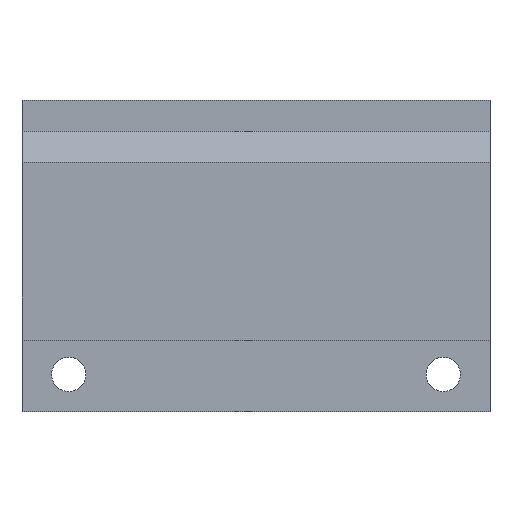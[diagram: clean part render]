
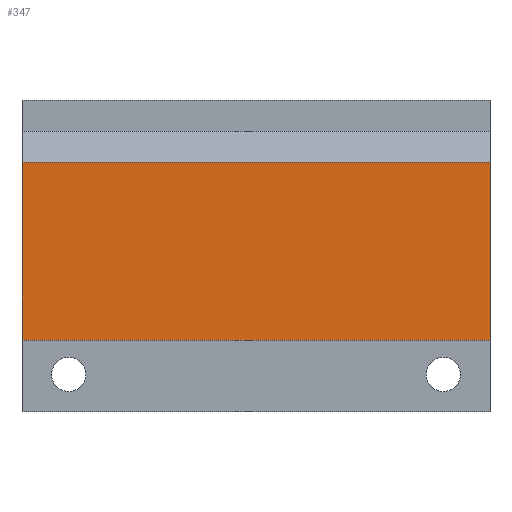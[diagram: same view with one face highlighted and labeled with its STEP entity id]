
A CAD part, front view. The second image highlights one B-rep face of the part: STEP entity #347.
In plain terms, the highlighted planar face has unit normal (0, -1, 0).
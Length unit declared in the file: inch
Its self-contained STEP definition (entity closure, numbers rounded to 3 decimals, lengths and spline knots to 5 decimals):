
#14 = CARTESIAN_POINT ( 'NONE',  ( -1.50138, 0., 0.8 ) ) ;
#22 = CARTESIAN_POINT ( 'NONE',  ( 0., 0., 0.8 ) ) ;
#45 = VERTEX_POINT ( 'NONE', #141 ) ;
#54 = CARTESIAN_POINT ( 'NONE',  ( -1.50138, 0., 0.23 ) ) ;
#59 = DIRECTION ( 'NONE',  ( 0., 1., 0. ) ) ;
#60 = DIRECTION ( 'NONE',  ( 0., 0., 1. ) ) ;
#94 = CARTESIAN_POINT ( 'NONE',  ( 0., 0., 0.9 ) ) ;
#99 = PLANE ( 'NONE',  #753 ) ;
#124 = VERTEX_POINT ( 'NONE', #14 ) ;
#126 = VERTEX_POINT ( 'NONE', #22 ) ;
#141 = CARTESIAN_POINT ( 'NONE',  ( 0., 0., 0.23 ) ) ;
#144 = VERTEX_POINT ( 'NONE', #54 ) ;
#183 = DIRECTION ( 'NONE',  ( -1., 0., 0. ) ) ;
#184 = CARTESIAN_POINT ( 'NONE',  ( -1.50138, 0., 0.8 ) ) ;
#204 = DIRECTION ( 'NONE',  ( 0., 0., -1. ) ) ;
#205 = CARTESIAN_POINT ( 'NONE',  ( 0., 0., 0.9 ) ) ;
#206 = DIRECTION ( 'NONE',  ( -1., 0., 0. ) ) ;
#208 = DIRECTION ( 'NONE',  ( 0., 0., -1. ) ) ;
#209 = CARTESIAN_POINT ( 'NONE',  ( -1.50138, 0., 0.23 ) ) ;
#215 = CARTESIAN_POINT ( 'NONE',  ( -1.50138, 0., 0.9 ) ) ;
#347 = ADVANCED_FACE ( 'NONE', ( #478 ), #99, .F. ) ;
#362 = ORIENTED_EDGE ( 'NONE', *, *, #701, .F. ) ;
#478 = FACE_OUTER_BOUND ( 'NONE', #671, .T. ) ;
#482 = LINE ( 'NONE', #209, #504 ) ;
#499 = LINE ( 'NONE', #215, #512 ) ;
#503 = VECTOR ( 'NONE', #204, 39.37008 ) ;
#504 = VECTOR ( 'NONE', #206, 39.37008 ) ;
#505 = VECTOR ( 'NONE', #183, 39.37008 ) ;
#506 = LINE ( 'NONE', #205, #503 ) ;
#512 = VECTOR ( 'NONE', #208, 39.37008 ) ;
#524 = LINE ( 'NONE', #184, #505 ) ;
#543 = ORIENTED_EDGE ( 'NONE', *, *, #700, .F. ) ;
#552 = ORIENTED_EDGE ( 'NONE', *, *, #710, .T. ) ;
#639 = ORIENTED_EDGE ( 'NONE', *, *, #699, .T. ) ;
#671 = EDGE_LOOP ( 'NONE', ( #543, #362, #552, #639 ) ) ;
#699 = EDGE_CURVE ( 'NONE', #124, #144, #499, .T. ) ;
#700 = EDGE_CURVE ( 'NONE', #45, #144, #482, .T. ) ;
#701 = EDGE_CURVE ( 'NONE', #126, #45, #506, .T. ) ;
#710 = EDGE_CURVE ( 'NONE', #126, #124, #524, .T. ) ;
#753 = AXIS2_PLACEMENT_3D ( 'NONE', #94, #59, #60 ) ;
